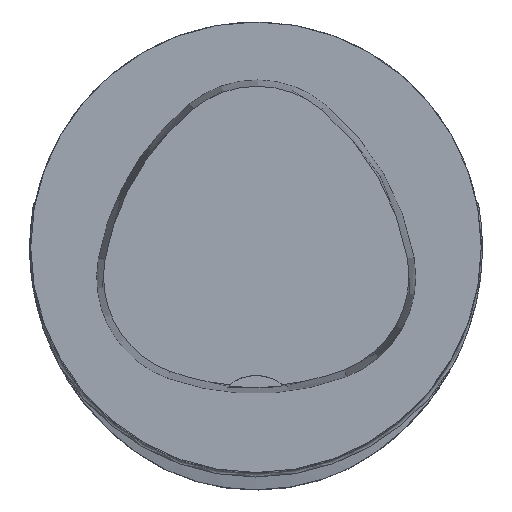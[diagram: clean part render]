
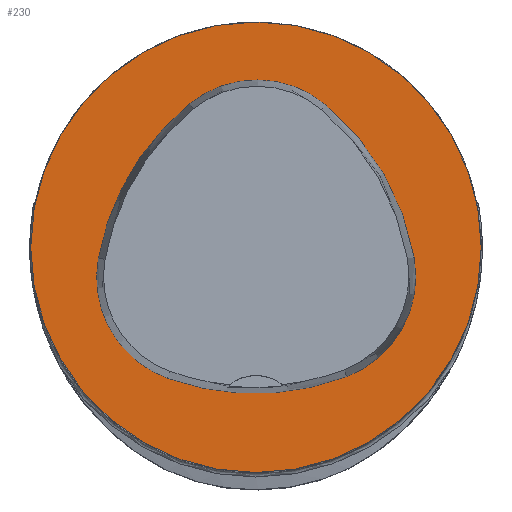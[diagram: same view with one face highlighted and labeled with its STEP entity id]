
A CAD part, top view. The second image highlights one B-rep face of the part: STEP entity #230.
In plain terms, the highlighted planar face has unit normal (0, 0, 1).
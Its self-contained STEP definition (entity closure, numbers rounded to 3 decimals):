
#230=ADVANCED_FACE('',(#445,#446),#274,.T.);
#274=PLANE('',#1284);
#445=FACE_BOUND('',#495,.T.);
#446=FACE_BOUND('',#496,.T.);
#495=EDGE_LOOP('',(#726,#727,#728,#729,#730,#731));
#496=EDGE_LOOP('',(#732));
#726=ORIENTED_EDGE('',*,*,#1054,.T.);
#727=ORIENTED_EDGE('',*,*,#1034,.T.);
#728=ORIENTED_EDGE('',*,*,#1038,.T.);
#729=ORIENTED_EDGE('',*,*,#1041,.T.);
#730=ORIENTED_EDGE('',*,*,#1044,.T.);
#731=ORIENTED_EDGE('',*,*,#1052,.T.);
#732=ORIENTED_EDGE('',*,*,#1025,.F.);
#897=VERTEX_POINT('',#2009);
#906=VERTEX_POINT('',#2028);
#907=VERTEX_POINT('',#2029);
#910=VERTEX_POINT('',#2037);
#912=VERTEX_POINT('',#2043);
#914=VERTEX_POINT('',#2049);
#921=VERTEX_POINT('',#2070);
#1025=EDGE_CURVE('',#897,#897,#1092,.T.);
#1034=EDGE_CURVE('',#906,#907,#1093,.T.);
#1038=EDGE_CURVE('',#907,#910,#1095,.T.);
#1041=EDGE_CURVE('',#910,#912,#1097,.T.);
#1044=EDGE_CURVE('',#912,#914,#1099,.T.);
#1052=EDGE_CURVE('',#914,#921,#1103,.T.);
#1054=EDGE_CURVE('',#921,#906,#1105,.T.);
#1092=CIRCLE('',#1256,31.5);
#1093=CIRCLE('',#1262,36.);
#1095=CIRCLE('',#1265,15.);
#1097=CIRCLE('',#1268,36.);
#1099=CIRCLE('',#1271,15.);
#1103=CIRCLE('',#1276,36.);
#1105=CIRCLE('',#1279,15.);
#1256=AXIS2_PLACEMENT_3D('',#2008,#1501,#1502);
#1262=AXIS2_PLACEMENT_3D('',#2027,#1517,#1518);
#1265=AXIS2_PLACEMENT_3D('',#2036,#1525,#1526);
#1268=AXIS2_PLACEMENT_3D('',#2042,#1532,#1533);
#1271=AXIS2_PLACEMENT_3D('',#2048,#1539,#1540);
#1276=AXIS2_PLACEMENT_3D('',#2071,#1551,#1552);
#1279=AXIS2_PLACEMENT_3D('',#2074,#1557,#1558);
#1284=AXIS2_PLACEMENT_3D('',#2079,#1567,#1568);
#1501=DIRECTION('',(0.,0.,-1.));
#1502=DIRECTION('',(-1.,0.,0.));
#1517=DIRECTION('',(0.,0.,-1.));
#1518=DIRECTION('',(-1.,0.,0.));
#1525=DIRECTION('',(0.,0.,-1.));
#1526=DIRECTION('',(-1.,0.,0.));
#1532=DIRECTION('',(0.,0.,-1.));
#1533=DIRECTION('',(-1.,0.,0.));
#1539=DIRECTION('',(0.,0.,-1.));
#1540=DIRECTION('',(-1.,0.,0.));
#1551=DIRECTION('',(0.,0.,-1.));
#1552=DIRECTION('',(-1.,0.,0.));
#1557=DIRECTION('',(0.,0.,-1.));
#1558=DIRECTION('',(-1.,0.,0.));
#1567=DIRECTION('',(0.,0.,1.));
#1568=DIRECTION('',(1.,0.,0.));
#2008=CARTESIAN_POINT('',(0.,0.,0.));
#2009=CARTESIAN_POINT('',(-31.5,0.,0.));
#2027=CARTESIAN_POINT('',(13.398,-7.893,0.));
#2028=CARTESIAN_POINT('',(-22.041,-1.562,0.));
#2029=CARTESIAN_POINT('',(-9.317,20.036,0.));
#2036=CARTESIAN_POINT('',(0.148,8.399,0.));
#2037=CARTESIAN_POINT('',(9.779,19.898,0.));
#2042=CARTESIAN_POINT('',(-13.337,-7.7,0.));
#2043=CARTESIAN_POINT('',(22.122,-1.48,0.));
#2048=CARTESIAN_POINT('',(7.347,-4.071,0.));
#2049=CARTESIAN_POINT('',(12.693,-18.087,0.));
#2070=CARTESIAN_POINT('',(-12.373,-18.307,0.));
#2071=CARTESIAN_POINT('',(-0.137,15.55,0.));
#2074=CARTESIAN_POINT('',(-7.275,-4.2,0.));
#2079=CARTESIAN_POINT('',(0.,0.,0.));
